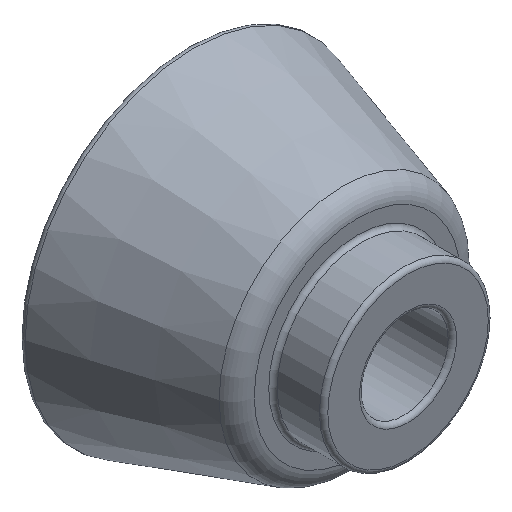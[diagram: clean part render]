
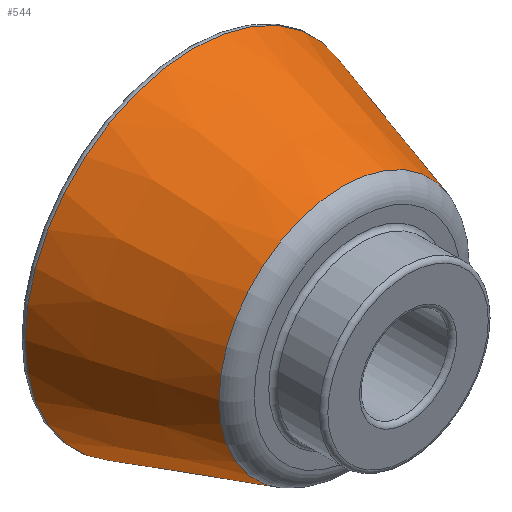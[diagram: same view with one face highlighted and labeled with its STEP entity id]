
A CAD part, isometric view. The second image highlights one B-rep face of the part: STEP entity #544.
In plain terms, the highlighted conical face has half-angle 17 degrees and reference radius 34.252 mm.
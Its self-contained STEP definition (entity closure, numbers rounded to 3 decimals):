
#15=CONICAL_SURFACE('',#627,34.252,0.297);
#62=FACE_OUTER_BOUND('',#97,.T.);
#97=EDGE_LOOP('',(#459,#460,#461,#462,#463,#464));
#135=CIRCLE('',#625,29.219);
#136=CIRCLE('',#626,29.219);
#137=CIRCLE('',#628,39.971);
#138=CIRCLE('',#629,39.971);
#180=LINE('',#968,#214);
#214=VECTOR('',#785,34.252);
#258=VERTEX_POINT('',#961);
#259=VERTEX_POINT('',#963);
#260=VERTEX_POINT('',#967);
#261=VERTEX_POINT('',#969);
#330=EDGE_CURVE('',#258,#259,#135,.T.);
#331=EDGE_CURVE('',#259,#258,#136,.T.);
#332=EDGE_CURVE('',#259,#260,#180,.T.);
#333=EDGE_CURVE('',#261,#260,#137,.T.);
#334=EDGE_CURVE('',#260,#261,#138,.T.);
#459=ORIENTED_EDGE('',*,*,#331,.F.);
#460=ORIENTED_EDGE('',*,*,#332,.T.);
#461=ORIENTED_EDGE('',*,*,#333,.F.);
#462=ORIENTED_EDGE('',*,*,#334,.F.);
#463=ORIENTED_EDGE('',*,*,#332,.F.);
#464=ORIENTED_EDGE('',*,*,#330,.F.);
#544=ADVANCED_FACE('',(#62),#15,.T.);
#625=AXIS2_PLACEMENT_3D('',#964,#779,#780);
#626=AXIS2_PLACEMENT_3D('',#965,#781,#782);
#627=AXIS2_PLACEMENT_3D('',#966,#783,#784);
#628=AXIS2_PLACEMENT_3D('',#970,#786,#787);
#629=AXIS2_PLACEMENT_3D('',#971,#788,#789);
#779=DIRECTION('center_axis',(0.,-1.,0.));
#780=DIRECTION('ref_axis',(-1.,0.,0.));
#781=DIRECTION('center_axis',(0.,-1.,0.));
#782=DIRECTION('ref_axis',(-1.,0.,0.));
#783=DIRECTION('center_axis',(0.,1.,0.));
#784=DIRECTION('ref_axis',(1.,0.,0.));
#785=DIRECTION('',(-0.292,0.956,0.));
#786=DIRECTION('center_axis',(0.,1.,0.));
#787=DIRECTION('ref_axis',(-1.,0.,0.));
#788=DIRECTION('center_axis',(0.,1.,0.));
#789=DIRECTION('ref_axis',(-1.,0.,0.));
#961=CARTESIAN_POINT('',(0.,3.538,29.219));
#963=CARTESIAN_POINT('',(-29.219,3.538,0.));
#964=CARTESIAN_POINT('Origin',(0.,3.538,0.));
#965=CARTESIAN_POINT('Origin',(0.,3.538,0.));
#966=CARTESIAN_POINT('Origin',(0.,20.,0.));
#967=CARTESIAN_POINT('',(-39.971,38.708,0.));
#968=CARTESIAN_POINT('',(-34.252,20.,0.));
#969=CARTESIAN_POINT('',(0.,38.708,39.971));
#970=CARTESIAN_POINT('Origin',(0.,38.708,0.));
#971=CARTESIAN_POINT('Origin',(0.,38.708,0.));
